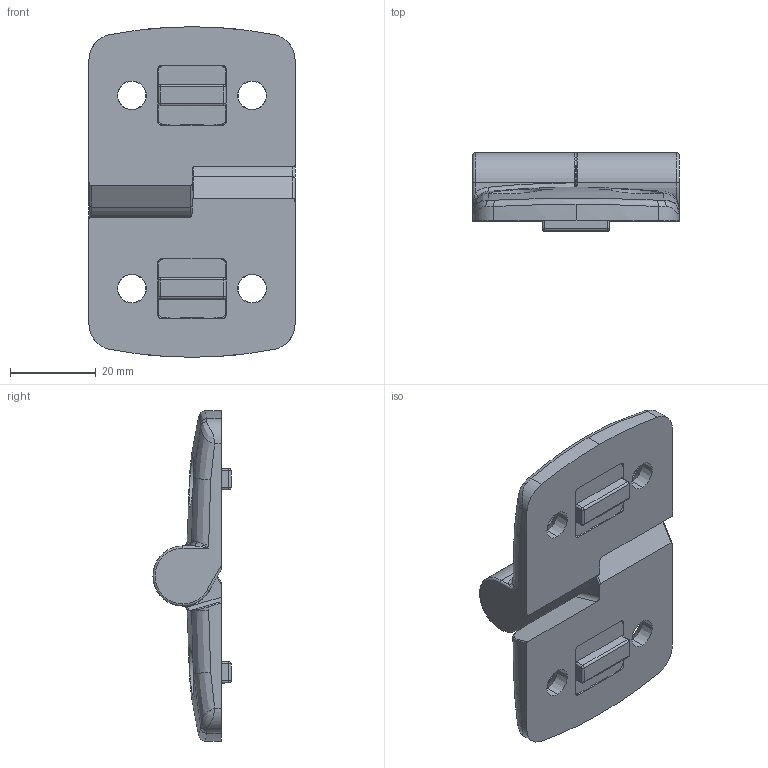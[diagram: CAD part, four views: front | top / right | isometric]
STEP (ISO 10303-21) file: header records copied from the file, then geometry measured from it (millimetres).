
FILE_DESCRIPTION (( 'STEP AP203' ), '1' );
FILE_NAME ('151144.step', '2021-06-03T16:25:02', ( '' ), ( '' ), 'SwSTEP 2.0', 'SolidWorks 2021', '' );
FILE_SCHEMA (( 'CONFIG_CONTROL_DESIGN' ));
Length unit declared in the file: millimetre
Products named in the file (1): 151144
Bounding box: 48 x 18.2 x 77 mm (x, y, z)
Volume: 24546.8 mm3; surface area: 12853.5 mm2
Topology: 4 solids, 4 shells, 388 faces, 940 edges, 536 vertices
Faces by surface type: cylinder 126, plane 88, torus 60, cone 52, bspline 46, sphere 16
Entity records: 14557 total; most frequent: CARTESIAN_POINT 5983, ORIENTED_EDGE 1820, DIRECTION 1740, EDGE_CURVE 910, AXIS2_PLACEMENT_3D 683, VERTEX_POINT 536, EDGE_LOOP 402, FACE_OUTER_BOUND 388
